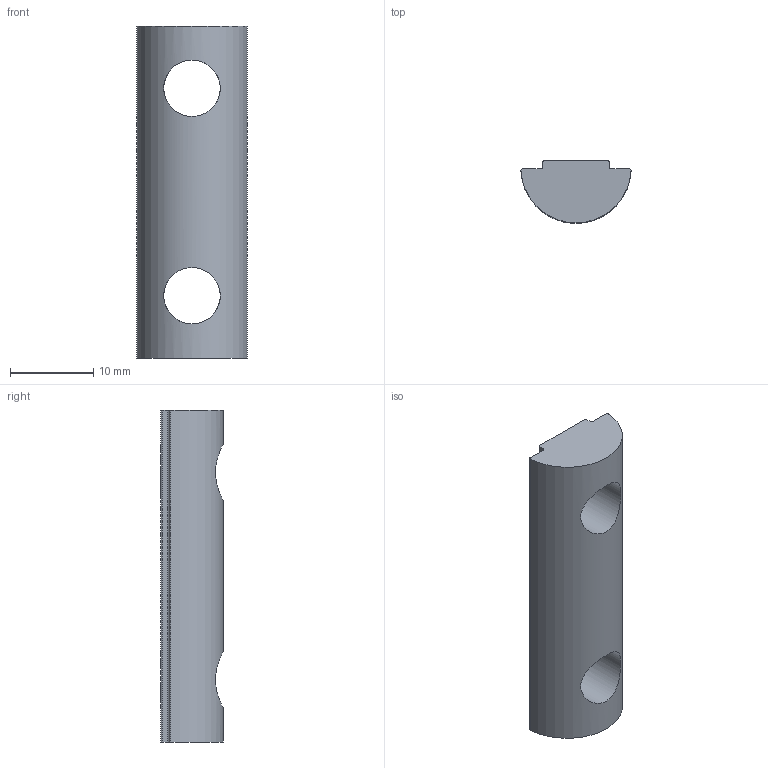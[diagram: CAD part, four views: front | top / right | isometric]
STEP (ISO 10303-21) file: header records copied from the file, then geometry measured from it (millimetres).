
FILE_DESCRIPTION(/* description */ ('STEP AP203'),/* implementation_level */ '2;1');
FILE_NAME(/* name */ 'CGIPR0000106.stp',/* time_stamp */ '2018-05-04T11:14:13+02:00',/* author */ ('fzagni'),/* organization */ (''),/* preprocessor_version */ 'ST-DEVELOPER v16.1',/* originating_system */ 'Autodesk Inventor 2016',/* authorisation */ '');
FILE_SCHEMA (('AUTOMOTIVE_DESIGN { 1 0 10303 214 3 1 1 }'));
Length unit declared in the file: millimetre
Products named in the file (1): CGIPR0000106
Bounding box: 13.28 x 7.5 x 40 mm (x, y, z)
Volume: 2490.2 mm3; surface area: 1718.4 mm2
Topology: 1 solids, 1 shells, 16 faces, 44 edges, 30 vertices
Faces by surface type: cylinder 9, plane 7
Full cylindrical faces by diameter (mm): 6.8 x2
Entity records: 586 total; most frequent: CARTESIAN_POINT 151, DIRECTION 88, ORIENTED_EDGE 80, EDGE_CURVE 40, AXIS2_PLACEMENT_3D 33, VERTEX_POINT 28, LINE 22, VECTOR 22
